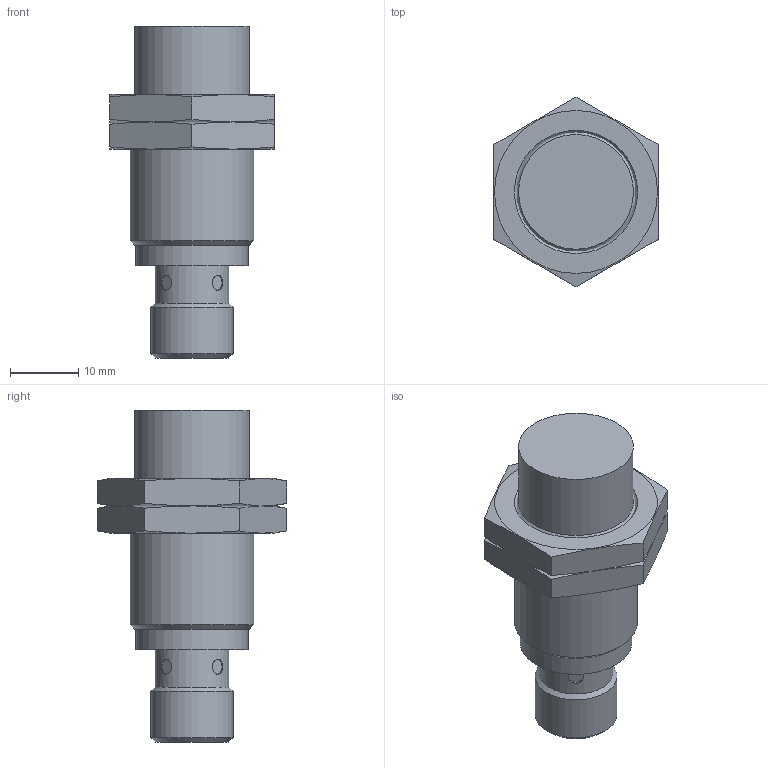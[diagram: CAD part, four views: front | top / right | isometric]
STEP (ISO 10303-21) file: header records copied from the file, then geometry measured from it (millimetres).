
FILE_DESCRIPTION(/* description */ ('STEP AP214'),/* implementation_level */ '2;1');
FILE_NAME(/* name */ '150431_SIEN-M18NB-PO-S-L',/* time_stamp */ '2024-09-15T05:33:30+02:00',/* author */ ('License CC BY-ND 4.0'),/* organization */ ('CADENAS'),/* preprocessor_version */ 'ST-DEVELOPER v19.3',/* originating_system */ 'PARTsolutions',/* authorisation */ ' ');
FILE_SCHEMA (('AUTOMOTIVE_DESIGN {1 0 10303 214 3 1 1}'));
Length unit declared in the file: millimetre
Products named in the file (3): 150431 SIEN-M18NB-PO-S-L---(4_0); 150431 SIEN-M18NB-PO-S-Lp---(4_0); Flachmuter M18x1-4-24
Assembly tree (3 placements, depth 2):
  150431 SIEN-M18NB-PO-S-L---(4_0)
    150431 SIEN-M18NB-PO-S-Lp---(4_0)
    Flachmuter M18x1-4-24  x2
Bounding box: 24 x 27.71 x 48.5 mm (x, y, z)
Volume: 11422.5 mm3; surface area: 5376 mm2
Topology: 3 solids, 3 shells, 61 faces, 123 edges, 79 vertices
Faces by surface type: plane 32, cylinder 17, cone 12
Full cylindrical faces by diameter (mm): 1 x4, 2.2 x4, 8.3 x1, 10.773 x1, 12 x1, 16.4 x1, 16.773 x1, 16.917 x2, 18 x1
Entity records: 1207 total; most frequent: CARTESIAN_POINT 260, DIRECTION 188, ORIENTED_EDGE 130, AXIS2_PLACEMENT_3D 87, EDGE_LOOP 84, FACE_BOUND 84, EDGE_CURVE 65, VERTEX_POINT 55
